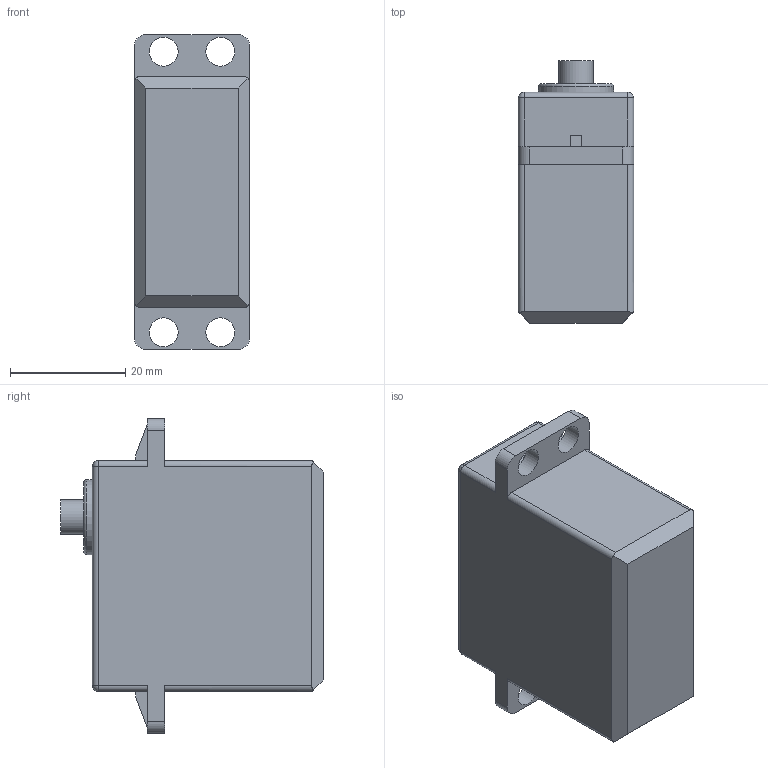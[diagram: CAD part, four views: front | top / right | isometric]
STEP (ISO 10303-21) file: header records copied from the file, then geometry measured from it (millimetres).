
FILE_DESCRIPTION(/* description */ (''),/* implementation_level */ '2;1');
FILE_NAME(/* name */ 'Servo 20 kg.stp',/* time_stamp */ '2022-08-20T19:33:14+03:00',/* author */ ('ASUS'),/* organization */ (''),/* preprocessor_version */ 'ST-DEVELOPER v19',/* originating_system */ 'Autodesk Inventor 2023',/* authorisation */ '');
FILE_SCHEMA (('AUTOMOTIVE_DESIGN { 1 0 10303 214 3 1 1 }'));
Length unit declared in the file: millimetre
Products named in the file (1): Servo 20 kg
Bounding box: 20 x 45.5 x 54.5 mm (x, y, z)
Volume: 32665 mm3; surface area: 7041.5 mm2
Topology: 1 solids, 1 shells, 591 faces, 1629 edges, 1082 vertices
Faces by surface type: bspline 314, plane 250, cylinder 22, sphere 4, torus 1
Full cylindrical faces by diameter (mm): 5 x4, 6 x1, 13 x1
Entity records: 20444 total; most frequent: CARTESIAN_POINT 6905, ORIENTED_EDGE 3258, EDGE_CURVE 1629, DIRECTION 1608, VERTEX_POINT 1082, LINE 950, VECTOR 950, EDGE_LOOP 641
